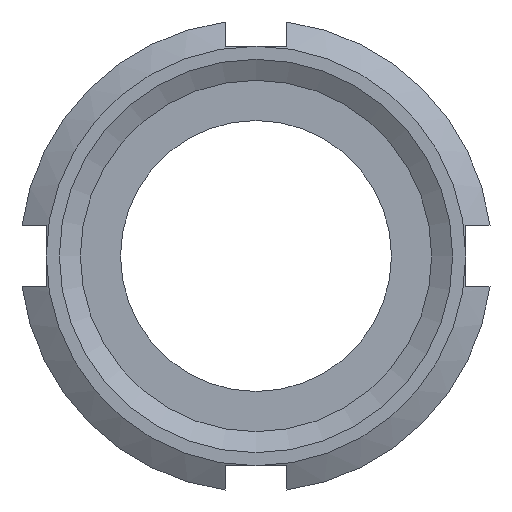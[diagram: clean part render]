
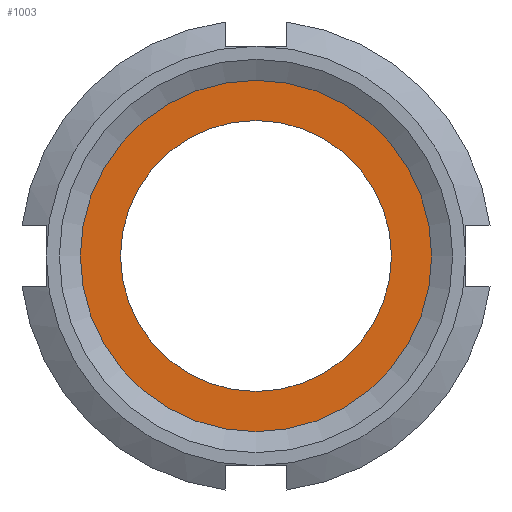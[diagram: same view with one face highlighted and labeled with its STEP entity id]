
A CAD part, left-side view. The second image highlights one B-rep face of the part: STEP entity #1003.
In plain terms, the highlighted planar face has unit normal (-1, 0, 0).
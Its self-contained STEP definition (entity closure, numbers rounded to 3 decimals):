
#961=CARTESIAN_POINT('',(-3.,15.5,0.0));
#962=VERTEX_POINT('',#961);
#963=CARTESIAN_POINT('',(-3.,0.0,0.0));
#964=DIRECTION('',(1.0,0.0,0.0));
#965=DIRECTION('',(0.0,1.0,0.0));
#966=AXIS2_PLACEMENT_3D('',#963,#964,#965);
#967=CIRCLE('',#966,15.5);
#968=EDGE_CURVE('',#962,#962,#967,.T.);
#984=CARTESIAN_POINT('',(-3.,18.85,0.0));
#985=DIRECTION('',(-1.0,0.0,0.0));
#986=DIRECTION('',(0.0,0.0,1.0));
#987=AXIS2_PLACEMENT_3D('',#984,#985,#986);
#988=PLANE('',#987);
#989=CARTESIAN_POINT('',(-3.,22.2,0.0));
#990=VERTEX_POINT('',#989);
#991=CARTESIAN_POINT('',(-3.,0.0,0.0));
#992=DIRECTION('',(1.0,0.0,0.0));
#993=DIRECTION('',(0.0,1.0,0.0));
#994=AXIS2_PLACEMENT_3D('',#991,#992,#993);
#995=CIRCLE('',#994,22.2);
#996=EDGE_CURVE('',#990,#990,#995,.T.);
#997=ORIENTED_EDGE('',*,*,#996,.F.);
#998=EDGE_LOOP('',(#997));
#999=FACE_OUTER_BOUND('',#998,.T.);
#1000=ORIENTED_EDGE('',*,*,#968,.T.);
#1001=EDGE_LOOP('',(#1000));
#1002=FACE_BOUND('',#1001,.T.);
#1003=ADVANCED_FACE('',(#999,#1002),#988,.T.);
